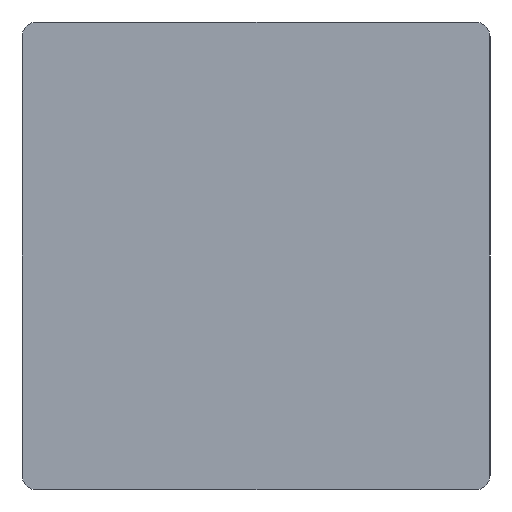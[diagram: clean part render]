
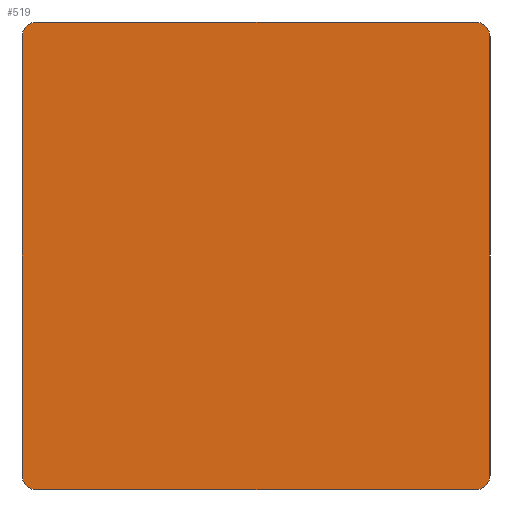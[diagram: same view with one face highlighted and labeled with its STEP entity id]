
A CAD part, left-side view. The second image highlights one B-rep face of the part: STEP entity #519.
In plain terms, the highlighted planar face has unit normal (-1, 0, 0).
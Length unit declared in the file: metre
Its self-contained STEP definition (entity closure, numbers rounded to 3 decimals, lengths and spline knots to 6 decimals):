
#52=CIRCLE('',#623,0.00004);
#53=CIRCLE('',#625,0.00004);
#54=CIRCLE('',#629,0.00004);
#55=CIRCLE('',#631,0.00004);
#192=ORIENTED_EDGE('',*,*,#268,.T.);
#193=ORIENTED_EDGE('',*,*,#263,.T.);
#194=ORIENTED_EDGE('',*,*,#259,.F.);
#195=ORIENTED_EDGE('',*,*,#257,.F.);
#196=ORIENTED_EDGE('',*,*,#262,.T.);
#197=ORIENTED_EDGE('',*,*,#266,.F.);
#198=ORIENTED_EDGE('',*,*,#269,.F.);
#199=ORIENTED_EDGE('',*,*,#271,.T.);
#257=EDGE_CURVE('',#312,#313,#357,.T.);
#259=EDGE_CURVE('',#313,#314,#52,.T.);
#262=EDGE_CURVE('',#312,#315,#53,.T.);
#263=EDGE_CURVE('',#316,#314,#361,.T.);
#266=EDGE_CURVE('',#317,#315,#364,.T.);
#268=EDGE_CURVE('',#318,#316,#54,.T.);
#269=EDGE_CURVE('',#319,#317,#55,.T.);
#271=EDGE_CURVE('',#319,#318,#367,.T.);
#312=VERTEX_POINT('',#906);
#313=VERTEX_POINT('',#908);
#314=VERTEX_POINT('',#912);
#315=VERTEX_POINT('',#916);
#316=VERTEX_POINT('',#920);
#317=VERTEX_POINT('',#924);
#318=VERTEX_POINT('',#928);
#319=VERTEX_POINT('',#932);
#357=LINE('',#907,#405);
#361=LINE('',#919,#409);
#364=LINE('',#925,#412);
#367=LINE('',#935,#415);
#405=VECTOR('',#753,1.);
#409=VECTOR('',#767,1.);
#412=VECTOR('',#772,1.);
#415=VECTOR('',#785,1.);
#445=EDGE_LOOP('',(#192,#193,#194,#195,#196,#197,#198,#199));
#475=FACE_BOUND('',#445,.T.);
#491=PLANE('',#633);
#519=ADVANCED_FACE('',(#475),#491,.F.);
#623=AXIS2_PLACEMENT_3D('',#911,#757,#758);
#625=AXIS2_PLACEMENT_3D('',#917,#763,#764);
#629=AXIS2_PLACEMENT_3D('',#929,#776,#777);
#631=AXIS2_PLACEMENT_3D('',#931,#780,#781);
#633=AXIS2_PLACEMENT_3D('',#936,#786,#787);
#753=DIRECTION('',(0.,0.,1.));
#757=DIRECTION('',(1.,0.,0.));
#758=DIRECTION('',(0.,0.,1.));
#763=DIRECTION('',(-1.,0.,0.));
#764=DIRECTION('',(0.,0.,1.));
#767=DIRECTION('',(0.,1.,0.));
#772=DIRECTION('',(0.,1.,0.));
#776=DIRECTION('',(-1.,0.,0.));
#777=DIRECTION('',(0.,0.,1.));
#780=DIRECTION('',(1.,0.,0.));
#781=DIRECTION('',(0.,0.,1.));
#785=DIRECTION('',(0.,0.,1.));
#786=DIRECTION('',(1.,0.,0.));
#787=DIRECTION('',(0.,0.,1.));
#906=CARTESIAN_POINT('',(-0.001,0.000625,0.00004));
#907=CARTESIAN_POINT('',(-0.001,0.000625,0.));
#908=CARTESIAN_POINT('',(-0.001,0.000625,0.00121));
#911=CARTESIAN_POINT('',(-0.001,0.000585,0.00121));
#912=CARTESIAN_POINT('',(-0.001,0.000585,0.00125));
#916=CARTESIAN_POINT('',(-0.001,0.000585,0.));
#917=CARTESIAN_POINT('',(-0.001,0.000585,0.00004));
#919=CARTESIAN_POINT('',(-0.001,-0.000625,0.00125));
#920=CARTESIAN_POINT('',(-0.001,-0.000585,0.00125));
#924=CARTESIAN_POINT('',(-0.001,-0.000585,0.));
#925=CARTESIAN_POINT('',(-0.001,-0.000625,0.));
#928=CARTESIAN_POINT('',(-0.001,-0.000625,0.00121));
#929=CARTESIAN_POINT('',(-0.001,-0.000585,0.00121));
#931=CARTESIAN_POINT('',(-0.001,-0.000585,0.00004));
#932=CARTESIAN_POINT('',(-0.001,-0.000625,0.00004));
#935=CARTESIAN_POINT('',(-0.001,-0.000625,0.));
#936=CARTESIAN_POINT('',(-0.001,-0.000625,0.));
